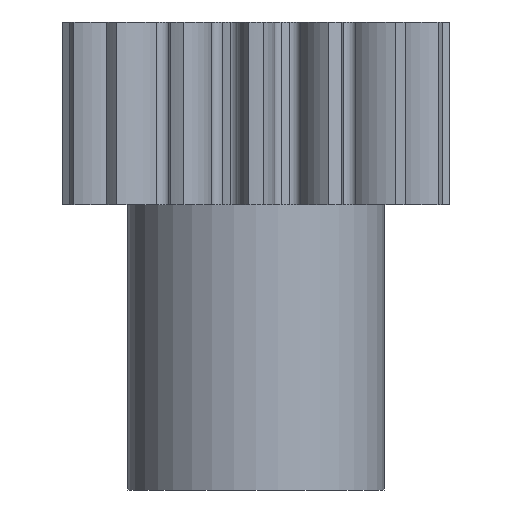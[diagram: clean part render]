
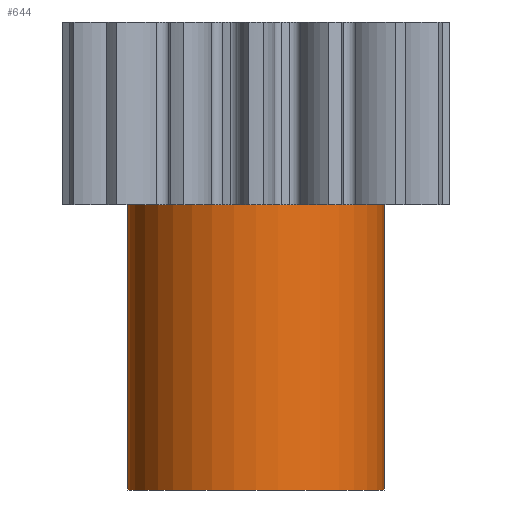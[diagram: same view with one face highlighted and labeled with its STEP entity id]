
A CAD part, front view. The second image highlights one B-rep face of the part: STEP entity #644.
In plain terms, the highlighted cylindrical face has radius 22.5 mm (diameter 45 mm), a partial arc.
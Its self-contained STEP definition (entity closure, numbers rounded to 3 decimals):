
#580 = CARTESIAN_POINT ( 'NONE',  ( 22.5, 0., -50. ) ) ;
#626 = EDGE_LOOP ( 'NONE', ( #627, #658, #637, #628 ) ) ;
#627 = ORIENTED_EDGE ( 'NONE', *, *, #1224, .F. ) ;
#628 = ORIENTED_EDGE ( 'NONE', *, *, #1564, .F. ) ;
#637 = ORIENTED_EDGE ( 'NONE', *, *, #1209, .T. ) ;
#644 = ADVANCED_FACE ( 'NONE', ( #2506 ), #2491, .T. ) ;
#658 = ORIENTED_EDGE ( 'NONE', *, *, #659, .T. ) ;
#659 = EDGE_CURVE ( 'NONE', #1204, #1176, #2482, .T. ) ;
#1176 = VERTEX_POINT ( 'NONE', #580 ) ;
#1186 = VERTEX_POINT ( 'NONE', #3113 ) ;
#1204 = VERTEX_POINT ( 'NONE', #3517 ) ;
#1206 = VERTEX_POINT ( 'NONE', #3516 ) ;
#1209 = EDGE_CURVE ( 'NONE', #1176, #1206, #3586, .T. ) ;
#1224 = EDGE_CURVE ( 'NONE', #1204, #1186, #3283, .T. ) ;
#1564 = EDGE_CURVE ( 'NONE', #1186, #1206, #3045, .T. ) ;
#2482 = CIRCLE ( 'NONE', #2483, 22.5 ) ;
#2483 = AXIS2_PLACEMENT_3D ( 'NONE', #2507, #2510, #2526 ) ;
#2491 = CYLINDRICAL_SURFACE ( 'NONE', #2519, 22.5 ) ;
#2505 = DIRECTION ( 'NONE',  ( 0., 0., 1. ) ) ;
#2506 = FACE_OUTER_BOUND ( 'NONE', #626, .T. ) ;
#2507 = CARTESIAN_POINT ( 'NONE',  ( 0., 0., -50. ) ) ;
#2510 = DIRECTION ( 'NONE',  ( 0., 0., 1. ) ) ;
#2512 = DIRECTION ( 'NONE',  ( 1., 0., 0. ) ) ;
#2518 = CARTESIAN_POINT ( 'NONE',  ( 0., 0., -50. ) ) ;
#2519 = AXIS2_PLACEMENT_3D ( 'NONE', #2518, #2505, #2512 ) ;
#2526 = DIRECTION ( 'NONE',  ( 1., 0., 0. ) ) ;
#3026 = AXIS2_PLACEMENT_3D ( 'NONE', #3029, #3051, #3050 ) ;
#3029 = CARTESIAN_POINT ( 'NONE',  ( 0., 0., 0. ) ) ;
#3045 = CIRCLE ( 'NONE', #3026, 22.5 ) ;
#3050 = DIRECTION ( 'NONE',  ( 1., 0., 0. ) ) ;
#3051 = DIRECTION ( 'NONE',  ( 0., 0., 1. ) ) ;
#3113 = CARTESIAN_POINT ( 'NONE',  ( -22.5, 0., 0. ) ) ;
#3200 = CARTESIAN_POINT ( 'NONE',  ( -22.5, 0., -50. ) ) ;
#3248 = DIRECTION ( 'NONE',  ( 0., 0., 1. ) ) ;
#3268 = VECTOR ( 'NONE', #3248, 1000. ) ;
#3283 = LINE ( 'NONE', #3200, #3268 ) ;
#3516 = CARTESIAN_POINT ( 'NONE',  ( 22.5, 0., 0. ) ) ;
#3517 = CARTESIAN_POINT ( 'NONE',  ( -22.5, 0., -50. ) ) ;
#3586 = LINE ( 'NONE', #3595, #3591 ) ;
#3587 = DIRECTION ( 'NONE',  ( 0., 0., 1. ) ) ;
#3591 = VECTOR ( 'NONE', #3587, 1000. ) ;
#3595 = CARTESIAN_POINT ( 'NONE',  ( 22.5, 0., -50. ) ) ;
